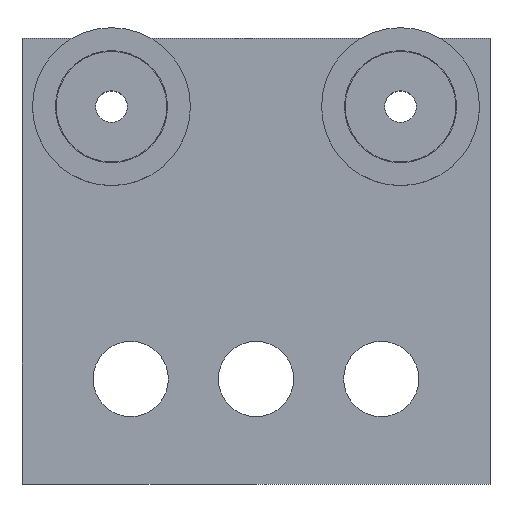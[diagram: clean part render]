
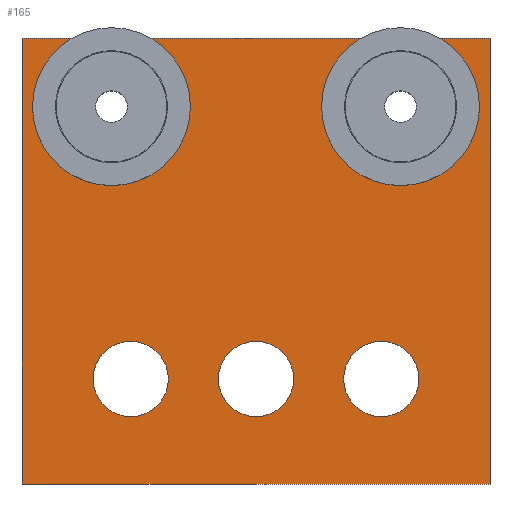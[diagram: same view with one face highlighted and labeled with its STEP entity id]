
A CAD part, top view. The second image highlights one B-rep face of the part: STEP entity #165.
In plain terms, the highlighted planar face has unit normal (0, 0, 1).
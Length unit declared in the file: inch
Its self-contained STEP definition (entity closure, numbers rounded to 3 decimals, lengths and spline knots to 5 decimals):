
#165=ADVANCED_FACE('',(#361,#362,#363,#364,#365,#366),#367,.T.);
#361=FACE_BOUND('',#587,.T.);
#362=FACE_BOUND('',#588,.T.);
#363=FACE_BOUND('',#589,.T.);
#364=FACE_BOUND('',#590,.T.);
#365=FACE_BOUND('',#591,.T.);
#366=FACE_OUTER_BOUND('',#592,.T.);
#367=PLANE('',#593);
#587=EDGE_LOOP('',(#995,#996));
#588=EDGE_LOOP('',(#997,#998));
#589=EDGE_LOOP('',(#999,#1000));
#590=EDGE_LOOP('',(#1001,#1002));
#591=EDGE_LOOP('',(#1003,#1004));
#592=EDGE_LOOP('',(#1005,#1006,#1007,#1008));
#593=AXIS2_PLACEMENT_3D('',#1009,#1010,#1011);
#995=ORIENTED_EDGE('',*,*,#1361,.T.);
#996=ORIENTED_EDGE('',*,*,#1362,.T.);
#997=ORIENTED_EDGE('',*,*,#1363,.T.);
#998=ORIENTED_EDGE('',*,*,#1351,.T.);
#999=ORIENTED_EDGE('',*,*,#1297,.T.);
#1000=ORIENTED_EDGE('',*,*,#1364,.T.);
#1001=ORIENTED_EDGE('',*,*,#1315,.T.);
#1002=ORIENTED_EDGE('',*,*,#1260,.T.);
#1003=ORIENTED_EDGE('',*,*,#1215,.T.);
#1004=ORIENTED_EDGE('',*,*,#1342,.T.);
#1005=ORIENTED_EDGE('',*,*,#1252,.F.);
#1006=ORIENTED_EDGE('',*,*,#1365,.F.);
#1007=ORIENTED_EDGE('',*,*,#1255,.F.);
#1008=ORIENTED_EDGE('',*,*,#1243,.F.);
#1009=CARTESIAN_POINT('',(1.75,1.66732,0.12598));
#1010=DIRECTION('',(0.0,0.0,1.0));
#1011=DIRECTION('',(-1.0,0.0,0.0));
#1215=EDGE_CURVE('',#1420,#1418,#1421,.T.);
#1243=EDGE_CURVE('',#1470,#1471,#1472,.T.);
#1252=EDGE_CURVE('',#1485,#1470,#1486,.T.);
#1255=EDGE_CURVE('',#1471,#1489,#1490,.T.);
#1260=EDGE_CURVE('',#1493,#1495,#1497,.T.);
#1297=EDGE_CURVE('',#1553,#1551,#1554,.T.);
#1315=EDGE_CURVE('',#1495,#1493,#1578,.T.);
#1342=EDGE_CURVE('',#1418,#1420,#1613,.T.);
#1351=EDGE_CURVE('',#1622,#1626,#1628,.T.);
#1361=EDGE_CURVE('',#1642,#1643,#1644,.T.);
#1362=EDGE_CURVE('',#1643,#1642,#1645,.T.);
#1363=EDGE_CURVE('',#1626,#1622,#1646,.T.);
#1364=EDGE_CURVE('',#1551,#1553,#1647,.T.);
#1365=EDGE_CURVE('',#1489,#1485,#1648,.T.);
#1418=VERTEX_POINT('',#1713);
#1420=VERTEX_POINT('',#1716);
#1421=CIRCLE('',#1717,0.2815);
#1470=VERTEX_POINT('',#1773);
#1471=VERTEX_POINT('',#1774);
#1472=LINE('',#1775,#1776);
#1485=VERTEX_POINT('',#1793);
#1486=LINE('',#1794,#1795);
#1489=VERTEX_POINT('',#1799);
#1490=LINE('',#1800,#1801);
#1493=VERTEX_POINT('',#1805);
#1495=VERTEX_POINT('',#1808);
#1497=CIRCLE('',#1811,0.2815);
#1551=VERTEX_POINT('',#1877);
#1553=VERTEX_POINT('',#1880);
#1554=CIRCLE('',#1881,0.2815);
#1578=CIRCLE('',#1908,0.2815);
#1613=CIRCLE('',#1947,0.2815);
#1622=VERTEX_POINT('',#1956);
#1626=VERTEX_POINT('',#1961);
#1628=CIRCLE('',#1964,0.37402);
#1642=VERTEX_POINT('',#1980);
#1643=VERTEX_POINT('',#1981);
#1644=CIRCLE('',#1982,0.37402);
#1645=CIRCLE('',#1983,0.37402);
#1646=CIRCLE('',#1984,0.37402);
#1647=CIRCLE('',#1985,0.2815);
#1648=LINE('',#1986,#1987);
#1713=CARTESIAN_POINT('',(2.0315,0.7874,0.12598));
#1716=CARTESIAN_POINT('',(1.4685,0.7874,0.12598));
#1717=AXIS2_PLACEMENT_3D('',#2061,#2062,#2063);
#1773=CARTESIAN_POINT('',(3.5,0.,0.12598));
#1774=CARTESIAN_POINT('',(0.,0.0,0.12598));
#1775=CARTESIAN_POINT('',(0.,0.0,0.12598));
#1776=VECTOR('',#2119,0.3937);
#1793=CARTESIAN_POINT('',(3.5,3.33465,0.12598));
#1794=CARTESIAN_POINT('',(3.5,0.,0.12598));
#1795=VECTOR('',#2130,0.3937);
#1799=CARTESIAN_POINT('',(0.0,3.33465,0.12598));
#1800=CARTESIAN_POINT('',(0.0,3.33465,0.12598));
#1801=VECTOR('',#2132,0.3937);
#1805=CARTESIAN_POINT('',(1.09449,0.7874,0.12598));
#1808=CARTESIAN_POINT('',(0.5315,0.7874,0.12598));
#1811=AXIS2_PLACEMENT_3D('',#2136,#2137,#2138);
#1877=CARTESIAN_POINT('',(2.9685,0.7874,0.12598));
#1880=CARTESIAN_POINT('',(2.40551,0.7874,0.12598));
#1881=AXIS2_PLACEMENT_3D('',#2191,#2192,#2193);
#1908=AXIS2_PLACEMENT_3D('',#2224,#2225,#2226);
#1947=AXIS2_PLACEMENT_3D('',#2267,#2268,#2269);
#1956=CARTESIAN_POINT('',(1.04331,2.82283,0.12598));
#1961=CARTESIAN_POINT('',(0.29528,2.82283,0.12598));
#1964=AXIS2_PLACEMENT_3D('',#2284,#2285,#2286);
#1980=CARTESIAN_POINT('',(3.20472,2.82283,0.12598));
#1981=CARTESIAN_POINT('',(2.45669,2.82283,0.12598));
#1982=AXIS2_PLACEMENT_3D('',#2301,#2302,#2303);
#1983=AXIS2_PLACEMENT_3D('',#2304,#2305,#2306);
#1984=AXIS2_PLACEMENT_3D('',#2307,#2308,#2309);
#1985=AXIS2_PLACEMENT_3D('',#2310,#2311,#2312);
#1986=CARTESIAN_POINT('',(3.5,3.33465,0.12598));
#1987=VECTOR('',#2313,0.3937);
#2061=CARTESIAN_POINT('',(1.75,0.7874,0.12598));
#2062=DIRECTION('',(0.0,0.0,-1.0));
#2063=DIRECTION('',(1.0,0.0,0.0));
#2119=DIRECTION('',(-1.0,0.,0.0));
#2130=DIRECTION('',(0.,-1.0,0.0));
#2132=DIRECTION('',(0.,1.0,0.0));
#2136=CARTESIAN_POINT('',(0.81299,0.7874,0.12598));
#2137=DIRECTION('',(0.0,0.0,-1.0));
#2138=DIRECTION('',(1.0,0.0,0.0));
#2191=CARTESIAN_POINT('',(2.68701,0.7874,0.12598));
#2192=DIRECTION('',(0.0,0.0,-1.0));
#2193=DIRECTION('',(1.0,0.0,0.0));
#2224=CARTESIAN_POINT('',(0.81299,0.7874,0.12598));
#2225=DIRECTION('',(0.0,0.0,-1.0));
#2226=DIRECTION('',(1.0,0.0,0.0));
#2267=CARTESIAN_POINT('',(1.75,0.7874,0.12598));
#2268=DIRECTION('',(0.0,0.0,-1.0));
#2269=DIRECTION('',(1.0,0.0,0.0));
#2284=CARTESIAN_POINT('',(0.66929,2.82283,0.12598));
#2285=DIRECTION('',(0.0,0.0,-1.0));
#2286=DIRECTION('',(1.0,0.0,0.0));
#2301=CARTESIAN_POINT('',(2.83071,2.82283,0.12598));
#2302=DIRECTION('',(0.0,0.0,-1.0));
#2303=DIRECTION('',(-1.0,0.0,0.0));
#2304=CARTESIAN_POINT('',(2.83071,2.82283,0.12598));
#2305=DIRECTION('',(0.0,0.0,-1.0));
#2306=DIRECTION('',(-1.0,0.0,0.0));
#2307=CARTESIAN_POINT('',(0.66929,2.82283,0.12598));
#2308=DIRECTION('',(0.0,0.0,-1.0));
#2309=DIRECTION('',(1.0,0.0,0.0));
#2310=CARTESIAN_POINT('',(2.68701,0.7874,0.12598));
#2311=DIRECTION('',(0.0,0.0,-1.0));
#2312=DIRECTION('',(1.0,0.0,0.0));
#2313=DIRECTION('',(1.0,0.,0.0));
